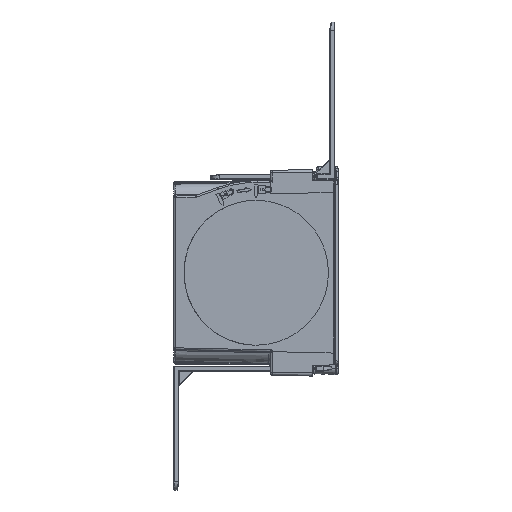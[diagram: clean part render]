
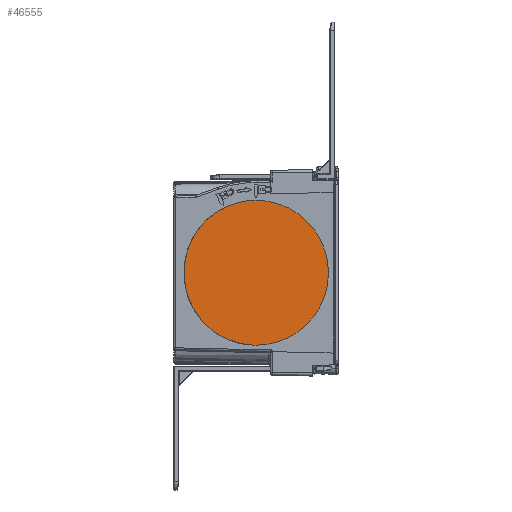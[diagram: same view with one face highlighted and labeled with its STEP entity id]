
A CAD part, front view. The second image highlights one B-rep face of the part: STEP entity #46555.
In plain terms, the highlighted planar face has unit normal (-0.023, -1, 0).
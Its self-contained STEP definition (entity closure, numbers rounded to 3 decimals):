
#46480=CARTESIAN_POINT('Axis2P3D Location',(12.704,-131.054,55.)) ;
#46486=CARTESIAN_POINT('Control Point',(26.592,-131.37,36.992)) ;
#46487=CARTESIAN_POINT('Control Point',(31.629,-131.484,40.044)) ;
#46488=CARTESIAN_POINT('Control Point',(37.221,-131.611,42.181)) ;
#46489=CARTESIAN_POINT('Control Point',(43.111,-131.744,43.25)) ;
#46490=CARTESIAN_POINT('Control Point',(49.,-131.878,43.25)) ;
#46491=CARTESIAN_POINT('Vertex',(26.592,-131.37,36.992)) ;
#46493=CARTESIAN_POINT('Vertex',(49.,-131.878,43.25)) ;
#46497=CARTESIAN_POINT('Control Point',(26.592,-131.37,36.992)) ;
#46498=CARTESIAN_POINT('Control Point',(21.674,-131.258,34.013)) ;
#46499=CARTESIAN_POINT('Control Point',(17.267,-131.158,30.191)) ;
#46500=CARTESIAN_POINT('Control Point',(13.56,-131.074,25.652)) ;
#46501=CARTESIAN_POINT('Control Point',(8.854,-130.967,17.326)) ;
#46502=CARTESIAN_POINT('Control Point',(6.569,-130.915,8.13)) ;
#46503=CARTESIAN_POINT('Control Point',(6.062,-130.904,4.452)) ;
#46504=CARTESIAN_POINT('Control Point',(5.764,-130.897,-3.591)) ;
#46505=CARTESIAN_POINT('Control Point',(7.237,-130.93,-11.522)) ;
#46506=CARTESIAN_POINT('Control Point',(8.561,-130.96,-15.689)) ;
#46507=CARTESIAN_POINT('Control Point',(12.068,-131.04,-23.238)) ;
#46508=CARTESIAN_POINT('Control Point',(17.272,-131.158,-29.73)) ;
#46509=CARTESIAN_POINT('Control Point',(20.099,-131.222,-32.519)) ;
#46510=CARTESIAN_POINT('Control Point',(23.226,-131.293,-34.953)) ;
#46511=CARTESIAN_POINT('Control Point',(26.592,-131.37,-36.992)) ;
#46512=CARTESIAN_POINT('Vertex',(26.592,-131.37,-36.992)) ;
#46516=CARTESIAN_POINT('Control Point',(26.592,-131.37,-36.992)) ;
#46517=CARTESIAN_POINT('Control Point',(31.629,-131.484,-40.044)) ;
#46518=CARTESIAN_POINT('Control Point',(37.221,-131.611,-42.181)) ;
#46519=CARTESIAN_POINT('Control Point',(43.111,-131.744,-43.25)) ;
#46520=CARTESIAN_POINT('Control Point',(49.,-131.878,-43.25)) ;
#46521=CARTESIAN_POINT('Vertex',(49.,-131.878,-43.25)) ;
#46525=CARTESIAN_POINT('Control Point',(92.25,-132.86,0.)) ;
#46526=CARTESIAN_POINT('Control Point',(92.25,-132.86,-6.876)) ;
#46527=CARTESIAN_POINT('Control Point',(90.884,-132.829,-13.752)) ;
#46528=CARTESIAN_POINT('Control Point',(88.149,-132.766,-20.265)) ;
#46529=CARTESIAN_POINT('Control Point',(80.341,-132.589,-31.709)) ;
#46530=CARTESIAN_POINT('Control Point',(68.797,-132.327,-39.343)) ;
#46531=CARTESIAN_POINT('Control Point',(62.423,-132.183,-41.948)) ;
#46532=CARTESIAN_POINT('Control Point',(55.711,-132.03,-43.25)) ;
#46533=CARTESIAN_POINT('Control Point',(49.,-131.878,-43.25)) ;
#46534=CARTESIAN_POINT('Vertex',(92.25,-132.86,0.)) ;
#46538=CARTESIAN_POINT('Control Point',(92.25,-132.86,0.)) ;
#46539=CARTESIAN_POINT('Control Point',(92.25,-132.86,6.876)) ;
#46540=CARTESIAN_POINT('Control Point',(90.884,-132.829,13.752)) ;
#46541=CARTESIAN_POINT('Control Point',(88.149,-132.766,20.265)) ;
#46542=CARTESIAN_POINT('Control Point',(80.341,-132.589,31.709)) ;
#46543=CARTESIAN_POINT('Control Point',(68.797,-132.327,39.343)) ;
#46544=CARTESIAN_POINT('Control Point',(62.423,-132.183,41.948)) ;
#46545=CARTESIAN_POINT('Control Point',(55.711,-132.03,43.25)) ;
#46546=CARTESIAN_POINT('Control Point',(49.,-131.878,43.25)) ;
#46481=DIRECTION('Axis2P3D Direction',(0.023,1.,0.)) ;
#46482=DIRECTION('Axis2P3D XDirection',(1.,-0.023,0.)) ;
#46483=AXIS2_PLACEMENT_3D('Plane Axis2P3D',#46480,#46481,#46482) ;
#46484=PLANE('',#46483) ;
#46495=EDGE_CURVE('',#46492,#46494,#46485,.T.) ;
#46514=EDGE_CURVE('',#46492,#46513,#46496,.T.) ;
#46523=EDGE_CURVE('',#46513,#46522,#46515,.T.) ;
#46536=EDGE_CURVE('',#46535,#46522,#46524,.T.) ;
#46547=EDGE_CURVE('',#46535,#46494,#46537,.T.) ;
#46549=ORIENTED_EDGE('',*,*,#46495,.F.) ;
#46550=ORIENTED_EDGE('',*,*,#46514,.T.) ;
#46551=ORIENTED_EDGE('',*,*,#46523,.T.) ;
#46552=ORIENTED_EDGE('',*,*,#46536,.F.) ;
#46553=ORIENTED_EDGE('',*,*,#46547,.T.) ;
#46548=EDGE_LOOP('',(#46549,#46550,#46551,#46552,#46553)) ;
#46492=VERTEX_POINT('',#46491) ;
#46494=VERTEX_POINT('',#46493) ;
#46513=VERTEX_POINT('',#46512) ;
#46522=VERTEX_POINT('',#46521) ;
#46535=VERTEX_POINT('',#46534) ;
#46555=ADVANCED_FACE('PartBody',(#46554),#46484,.F.) ;
#46485=B_SPLINE_CURVE_WITH_KNOTS('',4,(#46486,#46487,#46488,#46489,#46490),.UNSPECIFIED.,.F.,.U.,(5,5),(0.,33.321),.UNSPECIFIED.) ;
#46496=B_SPLINE_CURVE_WITH_KNOTS('',5,(#46497,#46498,#46499,#46500,#46501,#46502,#46503,#46504,#46505,#46506,#46507,#46508,#46509,#46510,#46511),.UNSPECIFIED.,.F.,.U.,(6,3,3,3,6),(0.,40.428,66.438,96.931,124.603),.UNSPECIFIED.) ;
#46515=B_SPLINE_CURVE_WITH_KNOTS('',4,(#46516,#46517,#46518,#46519,#46520),.UNSPECIFIED.,.F.,.U.,(5,5),(0.,33.321),.UNSPECIFIED.) ;
#46524=B_SPLINE_CURVE_WITH_KNOTS('',5,(#46525,#46526,#46527,#46528,#46529,#46530,#46531,#46532,#46533),.UNSPECIFIED.,.F.,.U.,(6,3,6),(0.,48.621,96.089),.UNSPECIFIED.) ;
#46537=B_SPLINE_CURVE_WITH_KNOTS('',5,(#46538,#46539,#46540,#46541,#46542,#46543,#46544,#46545,#46546),.UNSPECIFIED.,.F.,.U.,(6,3,6),(0.,48.621,96.089),.UNSPECIFIED.) ;
#46554=FACE_OUTER_BOUND('',#46548,.T.) ;
